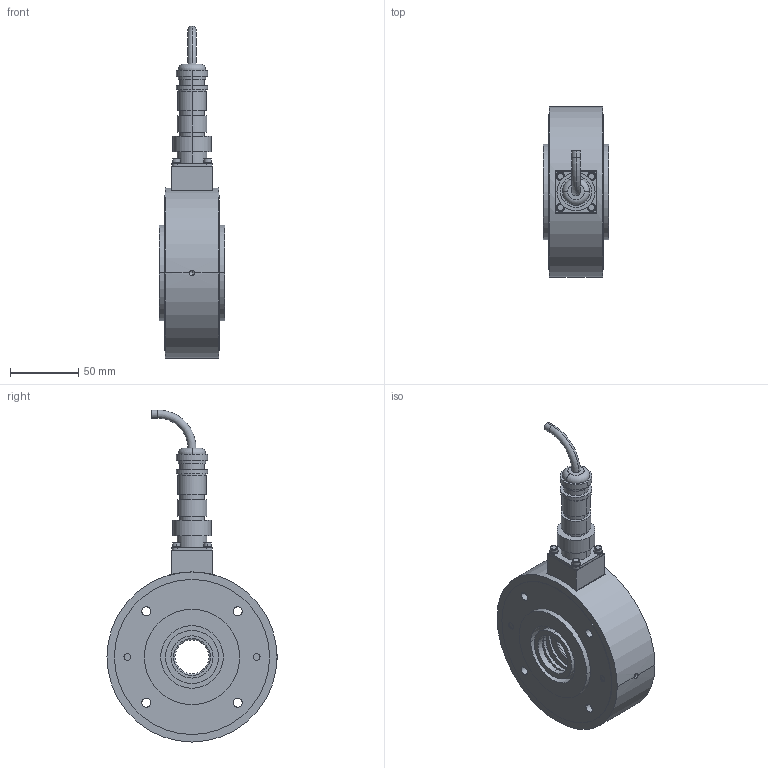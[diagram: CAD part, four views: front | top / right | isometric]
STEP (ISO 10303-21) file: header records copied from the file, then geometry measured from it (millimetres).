
FILE_DESCRIPTION((''),'2;1');
FILE_NAME('50214.stp','2007-09-21T13:14:46',(''),(''),'Mechanical Desktop 2007','Mechanical Desktop 2007',', , ');
FILE_SCHEMA(('CONFIG_CONTROL_DESIGN'));
Length unit declared in the file: millimetre
Products named in the file (25): L50214; L4832404; L48964; TEIL1AAA; L47955; TEIL1A; L49026; TEIL1AA; I-6KT_SCHRAUBE_M6X35NKA; I-6KT_SCHRAUBE_M6X35NK; I-6KT_SCHRAUBE_M3X25; I-6KT_SCHRAUBE_M3X25A; FEDERRING_M3; FEDERRING_M3A; SICHERUNGSRING_J52; SICHERUNGSRING_J52A; V_RING_V32A; V_RING_V32AA; L4340303; TEIL1; PENDELKUGELLAGER_1205TV; PENDELKUGELLAGER_1205TVA; KABELDOSE_PG_AMPH_4-POL; KABELDOSE_PG_AMPH_4-POLA; RM_SDB
Assembly tree (35 placements, depth 3):
  L50214
    L4832404
    L48964
      TEIL1AAA
    L47955
      TEIL1A
    L49026
      TEIL1AA
    I-6KT_SCHRAUBE_M6X35NKA  x2
      I-6KT_SCHRAUBE_M6X35NK
    I-6KT_SCHRAUBE_M3X25  x4
      I-6KT_SCHRAUBE_M3X25A
    FEDERRING_M3  x4
      FEDERRING_M3A
    SICHERUNGSRING_J52
      SICHERUNGSRING_J52A
    V_RING_V32A  x2
      V_RING_V32AA
    L4340303  x2
      TEIL1
    PENDELKUGELLAGER_1205TV
      PENDELKUGELLAGER_1205TVA
    KABELDOSE_PG_AMPH_4-POL
      KABELDOSE_PG_AMPH_4-POLA
    RM_SDB  x3
Bounding box: 48.1 x 125 x 244 mm (x, y, z)
Volume: 490852.2 mm3; surface area: 146769.2 mm2
Topology: 21 solids, 21 shells, 413 faces, 990 edges, 661 vertices
Faces by surface type: cylinder 252, plane 99, cone 34, torus 24, bspline 4
Entity records: 9926 total; most frequent: DIRECTION 1858, CARTESIAN_POINT 1777, ORIENTED_EDGE 1426, AXIS2_PLACEMENT_3D 799, EDGE_CURVE 713, VERTEX_POINT 473, CIRCLE 462, EDGE_LOOP 424
